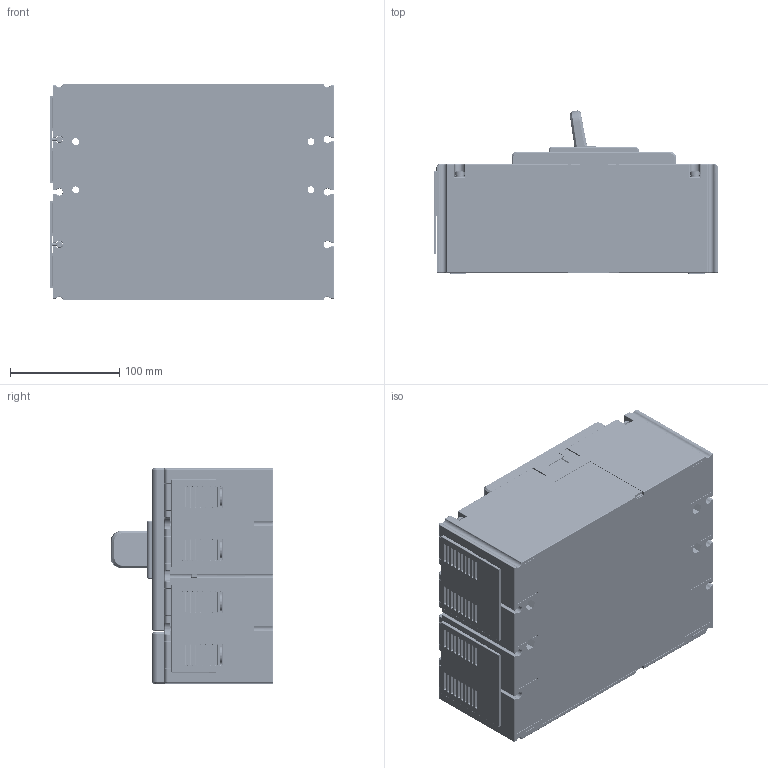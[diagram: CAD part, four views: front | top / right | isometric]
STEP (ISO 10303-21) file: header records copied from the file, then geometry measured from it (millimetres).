
FILE_DESCRIPTION((''),'2;1');
FILE_NAME('CDMNEZ-400AF-200A_225A_350A__ASM','2024-09-18T',('sijin.li'),(''),'PRO/ENGINEER BY PARAMETRIC TECHNOLOGY CORPORATION, 2015440','PRO/ENGINEER BY PARAMETRIC TECHNOLOGY CORPORATION, 2015440','');
FILE_SCHEMA(('CONFIG_CONTROL_DESIGN'));
Products named in the file (42): JZ-5024047800_5_1; GB_T809-M5X16_2_1; 5024047800_ASM_2_ASM_2_ASM; 8940007800_2_1; MANIFOLD_SOLID_BREP_85266_1; 8551045500_1_ASM_1_ASM; 5551109800_ASM_1_ASM_1_ASM; 8420030000_1_1; 5551118600_ASM_1_ASM_1_ASM; 85850647P02_2_1; 5551118700_ASM_1_ASM_1_ASM; 5551119300_ASM_2_ASM_1_ASM; 5225003400_ASM_2_ASM_1_ASM; 8253057400_1_1; 8865077500_AF0_1_1; 8865077600_AF0_1_1; 5253021200_ASM_1_ASM_1_ASM; ZG-5315062300_2_1; GB_T809-M3X8_2_1; 5315062300_ASM_1_ASM_1_ASM; 8253076500_1_1; 8282201200_AF0_1_1; 5315064100_ASM_1_ASM_1_ASM; 8742134600_1_1; 8315095700_1_1; 8315095800_1_1; GB_T823-M5X35_2_1; 7090300501K_GB_T93_5_2_1; GB_T97_4_5_1_1; 5850007400_ASM_1_ASM_1_ASM; 7010100305R01_GB_T823_M3X10_2_1; 7090300201_GB_T93_3_2_1; GB_T97_4_3_1_1; 5850007700_ASM_1_ASM_1_ASM; GB_T70_1-M10X25_1_1; GB_T9074_26-10_2_1; GB_T97_4_10_1_1; 5850002600_ASM_1_ASM_1_ASM; 2259007300_ASM_20_ASM_1_ASM; 2259007300_ASM_ASM_1_ASM ...
Assembly tree (85 placements, depth 7):
  CDMNEZ-400AF-200A_225A_350A__ASM
    2259007300_ASM_ASM_1_ASM
      2259007300_ASM_20_ASM_1_ASM
        5225003400_ASM_2_ASM_1_ASM
          5024047800_ASM_2_ASM_2_ASM
            JZ-5024047800_5_1
            GB_T809-M5X16_2_1  x8
          8940007800_2_1  x8
          5551109800_ASM_1_ASM_1_ASM  x4
            8551045500_1_ASM_1_ASM
              MANIFOLD_SOLID_BREP_85266_1
          5551119300_ASM_2_ASM_1_ASM
            5551118600_ASM_1_ASM_1_ASM  x2
              8420030000_1_1
            5551118700_ASM_1_ASM_1_ASM  x2
              85850647P02_2_1
        5253021200_ASM_1_ASM_1_ASM
          8253057400_1_1
          8865077500_AF0_1_1
          8865077600_AF0_1_1
        5315064100_ASM_1_ASM_1_ASM
          5315062300_ASM_1_ASM_1_ASM
            ZG-5315062300_2_1
            GB_T809-M3X8_2_1  x6
          8253076500_1_1
          8282201200_AF0_1_1
        8742134600_1_1
        8315095700_1_1
        8315095800_1_1
        5850007400_ASM_1_ASM_1_ASM  x8
          GB_T823-M5X35_2_1
          7090300501K_GB_T93_5_2_1
          GB_T97_4_5_1_1
        5850007700_ASM_1_ASM_1_ASM  x6
          7010100305R01_GB_T823_M3X10_2_1
          7090300201_GB_T93_3_2_1
          GB_T97_4_3_1_1
        5850002600_ASM_1_ASM_1_ASM  x8
          GB_T70_1-M10X25_1_1
          GB_T9074_26-10_2_1
          GB_T97_4_10_1_1
    8300071200ZHAO  x2
Bounding box: 259.4 x 148.92 x 198 mm (x, y, z)
Volume: 5054829.4 mm3; surface area: 794802 mm2
Topology: 108 solids, 183 shells, 7621 faces, 20535 edges, 13346 vertices
Faces by surface type: plane 4232, cylinder 2202, cone 464, torus 428, extrusion 122, bspline 93, sphere 80
Entity records: 186095 total; most frequent: CARTESIAN_POINT 44695, ORIENTED_EDGE 29830, DIRECTION 28815, EDGE_CURVE 14951, VECTOR 10257, LINE 10135, VERTEX_POINT 9799, AXIS2_PLACEMENT_3D 9279
